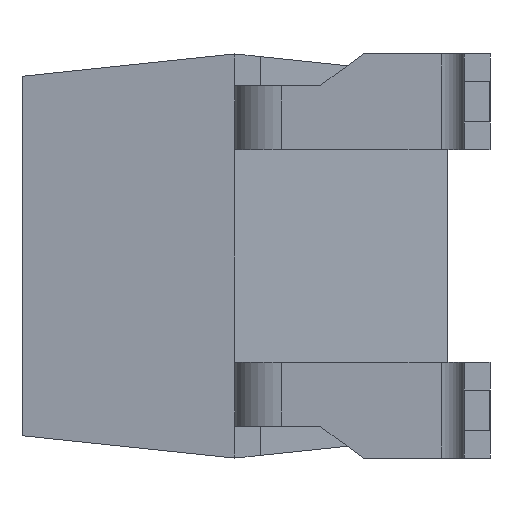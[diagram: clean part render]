
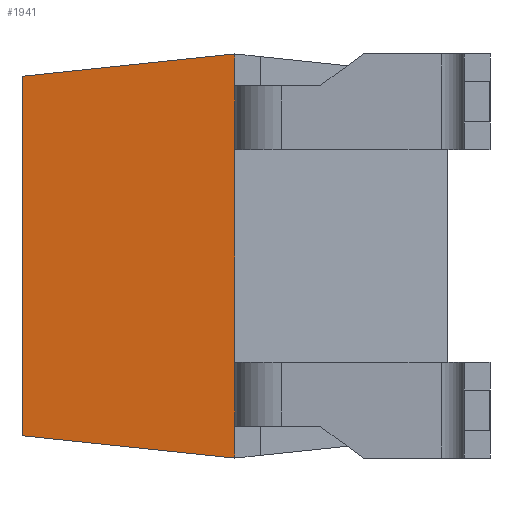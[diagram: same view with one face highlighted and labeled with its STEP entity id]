
A CAD part, left-side view. The second image highlights one B-rep face of the part: STEP entity #1941.
In plain terms, the highlighted planar face has unit normal (-0.995, 0.104, 0).
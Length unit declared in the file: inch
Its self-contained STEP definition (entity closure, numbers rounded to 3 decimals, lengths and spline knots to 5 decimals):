
#25 = CARTESIAN_POINT ( 'NONE',  ( -0.135, 0.12, -0.095 ) ) ;
#29 = DIRECTION ( 'NONE',  ( 0., 0., 1. ) ) ;
#33 = LINE ( 'NONE', #25, #34 ) ;
#34 = VECTOR ( 'NONE', #29, 39.37008 ) ;
#117 = VECTOR ( 'NONE', #141, 39.37008 ) ;
#123 = LINE ( 'NONE', #142, #117 ) ;
#141 = DIRECTION ( 'NONE',  ( 0., 0., 1. ) ) ;
#142 = CARTESIAN_POINT ( 'NONE',  ( -0.135, 0.12, -0.095 ) ) ;
#199 = DIRECTION ( 'NONE',  ( 0.105, 0.995, 0. ) ) ;
#202 = DIRECTION ( 'NONE',  ( 0.995, -0.105, 0. ) ) ;
#203 = CARTESIAN_POINT ( 'NONE',  ( -0.12449, 0.22, 0.095 ) ) ;
#204 = PLANE ( 'NONE',  #206 ) ;
#206 = AXIS2_PLACEMENT_3D ( 'NONE', #203, #202, #199 ) ;
#303 = CARTESIAN_POINT ( 'NONE',  ( -0.12449, 0.22, 0.08449 ) ) ;
#312 = VECTOR ( 'NONE', #318, 39.37008 ) ;
#318 = DIRECTION ( 'NONE',  ( -0.104, -0.989, 0.104 ) ) ;
#320 = CARTESIAN_POINT ( 'NONE',  ( -0.135, 0.12, -0.095 ) ) ;
#335 = CARTESIAN_POINT ( 'NONE',  ( -0.1246, 0.21892, 0.0846 ) ) ;
#336 = LINE ( 'NONE', #335, #312 ) ;
#362 = FACE_OUTER_BOUND ( 'NONE', #1817, .T. ) ;
#682 = LINE ( 'NONE', #704, #703 ) ;
#697 = LINE ( 'NONE', #727, #795 ) ;
#702 = DIRECTION ( 'NONE',  ( 0., 0., -1. ) ) ;
#703 = VECTOR ( 'NONE', #702, 39.37008 ) ;
#704 = CARTESIAN_POINT ( 'NONE',  ( -0.135, 0.12, 0.095 ) ) ;
#717 = CARTESIAN_POINT ( 'NONE',  ( -0.135, 0.12, 0.05 ) ) ;
#721 = CARTESIAN_POINT ( 'NONE',  ( -0.135, 0.12, 0.095 ) ) ;
#726 = DIRECTION ( 'NONE',  ( -0.104, -0.989, -0.104 ) ) ;
#727 = CARTESIAN_POINT ( 'NONE',  ( -0.12255, 0.23846, -0.08255 ) ) ;
#760 = CARTESIAN_POINT ( 'NONE',  ( -0.135, 0.12, -0.08 ) ) ;
#780 = DIRECTION ( 'NONE',  ( 0., 0., -1. ) ) ;
#781 = VECTOR ( 'NONE', #780, 39.37008 ) ;
#782 = LINE ( 'NONE', #721, #781 ) ;
#788 = CARTESIAN_POINT ( 'NONE',  ( -0.135, 0.12, 0.095 ) ) ;
#789 = CARTESIAN_POINT ( 'NONE',  ( -0.135, 0.12, 0.08 ) ) ;
#790 = DIRECTION ( 'NONE',  ( 0., 0., -1. ) ) ;
#791 = VECTOR ( 'NONE', #790, 39.37008 ) ;
#792 = CARTESIAN_POINT ( 'NONE',  ( -0.12449, 0.22, 0.095 ) ) ;
#793 = LINE ( 'NONE', #792, #791 ) ;
#794 = CARTESIAN_POINT ( 'NONE',  ( -0.12449, 0.22, -0.08449 ) ) ;
#795 = VECTOR ( 'NONE', #726, 39.37008 ) ;
#1637 = VERTEX_POINT ( 'NONE', #2954 ) ;
#1722 = EDGE_CURVE ( 'NONE', #1782, #1637, #3109, .T. ) ;
#1748 = EDGE_CURVE ( 'NONE', #1762, #1760, #782, .T. ) ;
#1755 = ORIENTED_EDGE ( 'NONE', *, *, #1757, .T. ) ;
#1756 = EDGE_CURVE ( 'NONE', #1761, #1931, #697, .T. ) ;
#1757 = EDGE_CURVE ( 'NONE', #1943, #1761, #793, .T. ) ;
#1760 = VERTEX_POINT ( 'NONE', #789 ) ;
#1761 = VERTEX_POINT ( 'NONE', #794 ) ;
#1762 = VERTEX_POINT ( 'NONE', #788 ) ;
#1782 = VERTEX_POINT ( 'NONE', #717 ) ;
#1800 = VERTEX_POINT ( 'NONE', #760 ) ;
#1806 = ORIENTED_EDGE ( 'NONE', *, *, #1824, .T. ) ;
#1808 = EDGE_CURVE ( 'NONE', #1760, #1782, #682, .T. ) ;
#1809 = ORIENTED_EDGE ( 'NONE', *, *, #1722, .F. ) ;
#1817 = EDGE_LOOP ( 'NONE', ( #1845, #1755, #1942, #1806, #1932, #1809, #1823, #1825 ) ) ;
#1823 = ORIENTED_EDGE ( 'NONE', *, *, #1808, .F. ) ;
#1824 = EDGE_CURVE ( 'NONE', #1931, #1800, #33, .T. ) ;
#1825 = ORIENTED_EDGE ( 'NONE', *, *, #1748, .F. ) ;
#1845 = ORIENTED_EDGE ( 'NONE', *, *, #1930, .F. ) ;
#1881 = EDGE_CURVE ( 'NONE', #1800, #1637, #123, .T. ) ;
#1930 = EDGE_CURVE ( 'NONE', #1943, #1762, #336, .T. ) ;
#1931 = VERTEX_POINT ( 'NONE', #320 ) ;
#1932 = ORIENTED_EDGE ( 'NONE', *, *, #1881, .T. ) ;
#1941 = ADVANCED_FACE ( 'NONE', ( #362 ), #204, .F. ) ;
#1942 = ORIENTED_EDGE ( 'NONE', *, *, #1756, .T. ) ;
#1943 = VERTEX_POINT ( 'NONE', #303 ) ;
#2954 = CARTESIAN_POINT ( 'NONE',  ( -0.135, 0.12, -0.05 ) ) ;
#3106 = DIRECTION ( 'NONE',  ( 0., 0., -1. ) ) ;
#3107 = VECTOR ( 'NONE', #3106, 39.37008 ) ;
#3108 = CARTESIAN_POINT ( 'NONE',  ( -0.135, 0.12, 0.095 ) ) ;
#3109 = LINE ( 'NONE', #3108, #3107 ) ;
